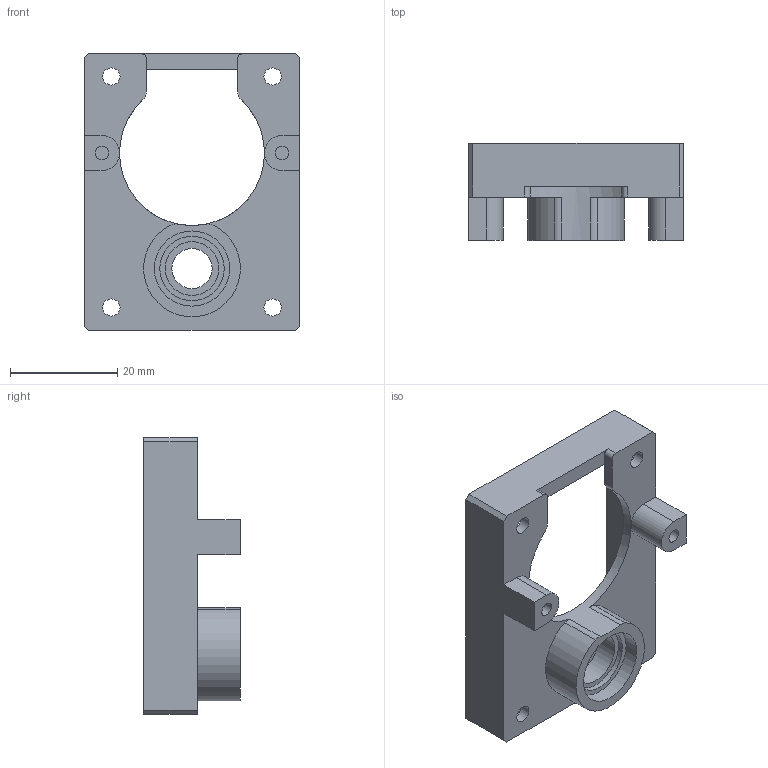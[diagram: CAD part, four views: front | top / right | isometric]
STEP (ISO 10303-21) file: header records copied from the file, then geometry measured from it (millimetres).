
FILE_DESCRIPTION(/* description */ (''),/* implementation_level */ '2;1');
FILE_NAME(/* name */ 'TC-BACK 1.3.step',/* time_stamp */ '2019-04-11T09:46:24+01:00',/* author */ ('gregY6MPL'),/* organization */ (''),/* preprocessor_version */ 'ST-DEVELOPER v18',/* originating_system */ 'Autodesk Translation Framework v8.2.0.1029',/* authorisation */ '');
FILE_SCHEMA (('AUTOMOTIVE_DESIGN { 1 0 10303 214 3 1 1 }'));
Length unit declared in the file: millimetre
Products named in the file (2): TC-BACK; TC-BACK_1
Assembly tree (1 placements, depth 2):
  TC-BACK
    TC-BACK_1
Bounding box: 40 x 18 x 51.5 mm (x, y, z)
Volume: 8033.3 mm3; surface area: 7470.8 mm2
Topology: 1 solids, 1 shells, 72 faces, 194 edges, 128 vertices
Faces by surface type: cylinder 37, plane 35
Full cylindrical faces by diameter (mm): 2.529 x2, 3.2 x4, 7.5 x1, 10 x1, 12 x1, 14 x1
Entity records: 2379 total; most frequent: DIRECTION 426, CARTESIAN_POINT 398, ORIENTED_EDGE 388, EDGE_CURVE 194, AXIS2_PLACEMENT_3D 156, VERTEX_POINT 128, LINE 114, VECTOR 114
